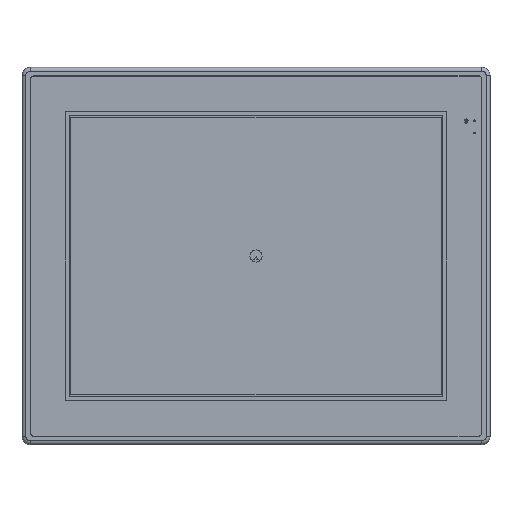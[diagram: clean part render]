
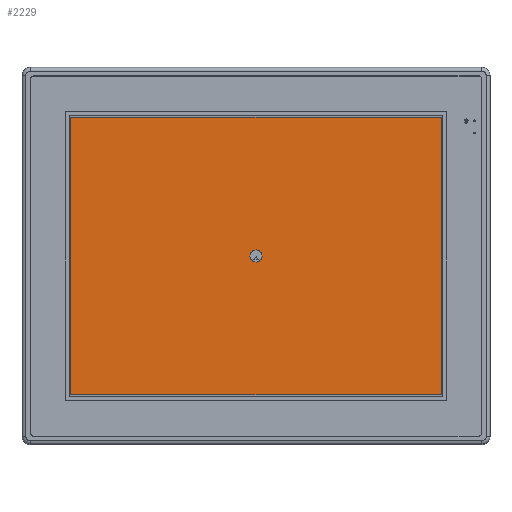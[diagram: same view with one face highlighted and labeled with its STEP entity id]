
A CAD part, top view. The second image highlights one B-rep face of the part: STEP entity #2229.
In plain terms, the highlighted planar face has unit normal (0, 0, 1).
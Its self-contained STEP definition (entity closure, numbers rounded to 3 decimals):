
#125 = FACE_OUTER_BOUND ( 'NONE', #60430, .T. ) ;
#2229 = ADVANCED_FACE ( 'NONE', ( #72896, #125 ), #69548, .T. ) ;
#3865 = ORIENTED_EDGE ( 'NONE', *, *, #95809, .T. ) ;
#4668 = CARTESIAN_POINT ( 'NONE',  ( 0., 0., 0. ) ) ;
#6112 = ORIENTED_EDGE ( 'NONE', *, *, #88809, .T. ) ;
#7001 = EDGE_CURVE ( 'NONE', #27863, #31795, #46171, .T. ) ;
#9790 = CIRCLE ( 'NONE', #14095, 5. ) ;
#10436 = EDGE_CURVE ( 'NONE', #61029, #30264, #33060, .T. ) ;
#11353 = VECTOR ( 'NONE', #79177, 1000. ) ;
#12844 = AXIS2_PLACEMENT_3D ( 'NONE', #60365, #24093, #87875 ) ;
#13816 = DIRECTION ( 'NONE',  ( 1., 0., 0. ) ) ;
#14095 = AXIS2_PLACEMENT_3D ( 'NONE', #4668, #68442, #13816 ) ;
#18460 = CARTESIAN_POINT ( 'NONE',  ( 152.05, 114.05, 0. ) ) ;
#21900 = AXIS2_PLACEMENT_3D ( 'NONE', #46451, #110282, #55665 ) ;
#24093 = DIRECTION ( 'NONE',  ( 0., 0., 1. ) ) ;
#25914 = VECTOR ( 'NONE', #27366, 1000. ) ;
#26885 = DIRECTION ( 'NONE',  ( 0., -1., 0. ) ) ;
#27366 = DIRECTION ( 'NONE',  ( 1., 0., 0. ) ) ;
#27863 = VERTEX_POINT ( 'NONE', #18460 ) ;
#30264 = VERTEX_POINT ( 'NONE', #111765 ) ;
#31795 = VERTEX_POINT ( 'NONE', #93717 ) ;
#33060 = CIRCLE ( 'NONE', #21900, 5. ) ;
#35607 = LINE ( 'NONE', #51591, #11353 ) ;
#36545 = CARTESIAN_POINT ( 'NONE',  ( 0., -114.05, 0. ) ) ;
#39931 = EDGE_CURVE ( 'NONE', #99074, #27863, #35607, .T. ) ;
#43344 = VECTOR ( 'NONE', #65983, 1000. ) ;
#45575 = CARTESIAN_POINT ( 'NONE',  ( -152.05, -114.05, 0. ) ) ;
#46171 = LINE ( 'NONE', #47590, #43344 ) ;
#46451 = CARTESIAN_POINT ( 'NONE',  ( 0., 0., 0. ) ) ;
#47590 = CARTESIAN_POINT ( 'NONE',  ( 0., 114.05, 0. ) ) ;
#48943 = CARTESIAN_POINT ( 'NONE',  ( 5., 0., 0. ) ) ;
#51591 = CARTESIAN_POINT ( 'NONE',  ( 152.05, 0., 0. ) ) ;
#55665 = DIRECTION ( 'NONE',  ( 1., 0., 0. ) ) ;
#59316 = ORIENTED_EDGE ( 'NONE', *, *, #7001, .T. ) ;
#59997 = CARTESIAN_POINT ( 'NONE',  ( 152.05, -114.05, 0. ) ) ;
#60365 = CARTESIAN_POINT ( 'NONE',  ( 0., 0., 0. ) ) ;
#60430 = EDGE_LOOP ( 'NONE', ( #98534, #59316, #110985, #3865 ) ) ;
#61029 = VERTEX_POINT ( 'NONE', #48943 ) ;
#65983 = DIRECTION ( 'NONE',  ( -1., 0., 0. ) ) ;
#68442 = DIRECTION ( 'NONE',  ( 0., 0., -1. ) ) ;
#69548 = PLANE ( 'NONE',  #12844 ) ;
#72896 = FACE_BOUND ( 'NONE', #115001, .T. ) ;
#73912 = VERTEX_POINT ( 'NONE', #45575 ) ;
#79177 = DIRECTION ( 'NONE',  ( 0., 1., 0. ) ) ;
#87090 = LINE ( 'NONE', #90664, #111290 ) ;
#87555 = EDGE_CURVE ( 'NONE', #31795, #73912, #87090, .T. ) ;
#87875 = DIRECTION ( 'NONE',  ( 1., 0., 0. ) ) ;
#88809 = EDGE_CURVE ( 'NONE', #30264, #61029, #9790, .T. ) ;
#90664 = CARTESIAN_POINT ( 'NONE',  ( -152.05, 0., 0. ) ) ;
#93717 = CARTESIAN_POINT ( 'NONE',  ( -152.05, 114.05, 0. ) ) ;
#95809 = EDGE_CURVE ( 'NONE', #73912, #99074, #98610, .T. ) ;
#96932 = ORIENTED_EDGE ( 'NONE', *, *, #10436, .T. ) ;
#98534 = ORIENTED_EDGE ( 'NONE', *, *, #39931, .T. ) ;
#98610 = LINE ( 'NONE', #36545, #25914 ) ;
#99074 = VERTEX_POINT ( 'NONE', #59997 ) ;
#110282 = DIRECTION ( 'NONE',  ( 0., 0., -1. ) ) ;
#110985 = ORIENTED_EDGE ( 'NONE', *, *, #87555, .T. ) ;
#111290 = VECTOR ( 'NONE', #26885, 1000. ) ;
#111765 = CARTESIAN_POINT ( 'NONE',  ( -5., 0., 0. ) ) ;
#115001 = EDGE_LOOP ( 'NONE', ( #96932, #6112 ) ) ;
